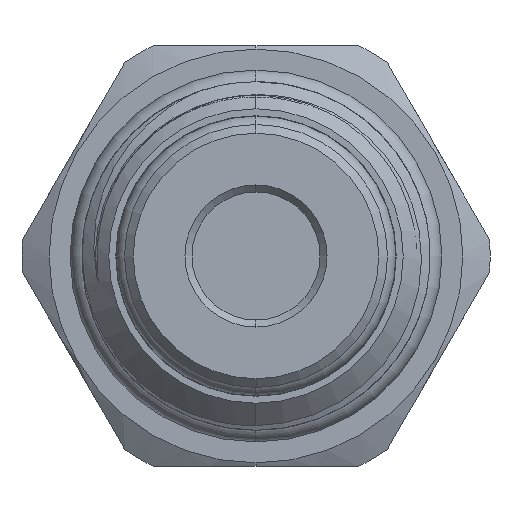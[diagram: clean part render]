
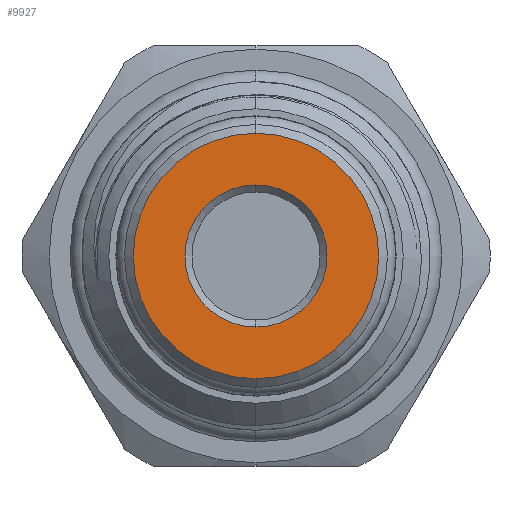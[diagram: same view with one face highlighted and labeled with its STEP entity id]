
A CAD part, left-side view. The second image highlights one B-rep face of the part: STEP entity #9927.
In plain terms, the highlighted planar face has unit normal (-1, 0, 0).
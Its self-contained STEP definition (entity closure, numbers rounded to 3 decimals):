
#264 = DIRECTION ( 'NONE',  ( 1., 0., 0. ) ) ;
#981 = DIRECTION ( 'NONE',  ( 0., 0., -1. ) ) ;
#999 = EDGE_LOOP ( 'NONE', ( #6693, #6345 ) ) ;
#1098 = DIRECTION ( 'NONE',  ( -1., 0., 0. ) ) ;
#1244 = VERTEX_POINT ( 'NONE', #10804 ) ;
#1373 = CIRCLE ( 'NONE', #12108, 7. ) ;
#1395 = ORIENTED_EDGE ( 'NONE', *, *, #3771, .T. ) ;
#1899 = DIRECTION ( 'NONE',  ( 1., 0., 0. ) ) ;
#2389 = CARTESIAN_POINT ( 'NONE',  ( -63.195, 0., 0. ) ) ;
#2476 = CIRCLE ( 'NONE', #11151, 4.05 ) ;
#2703 = CIRCLE ( 'NONE', #5056, 7. ) ;
#3014 = VERTEX_POINT ( 'NONE', #5582 ) ;
#3022 = DIRECTION ( 'NONE',  ( 0., 0., -1. ) ) ;
#3275 = ORIENTED_EDGE ( 'NONE', *, *, #8270, .T. ) ;
#3771 = EDGE_CURVE ( 'NONE', #1244, #5338, #2476, .T. ) ;
#4083 = CARTESIAN_POINT ( 'NONE',  ( -63.195, 0., 0. ) ) ;
#4520 = FACE_OUTER_BOUND ( 'NONE', #999, .T. ) ;
#4739 = DIRECTION ( 'NONE',  ( 0., 0., -1. ) ) ;
#5056 = AXIS2_PLACEMENT_3D ( 'NONE', #7814, #8980, #4739 ) ;
#5168 = CARTESIAN_POINT ( 'NONE',  ( -63.195, -7., 0. ) ) ;
#5338 = VERTEX_POINT ( 'NONE', #9189 ) ;
#5582 = CARTESIAN_POINT ( 'NONE',  ( -63.195, 0., 7. ) ) ;
#6203 = EDGE_LOOP ( 'NONE', ( #1395, #3275 ) ) ;
#6343 = CARTESIAN_POINT ( 'NONE',  ( -63.195, 0., -7. ) ) ;
#6345 = ORIENTED_EDGE ( 'NONE', *, *, #10738, .T. ) ;
#6477 = VERTEX_POINT ( 'NONE', #6343 ) ;
#6693 = ORIENTED_EDGE ( 'NONE', *, *, #12491, .T. ) ;
#7294 = FACE_BOUND ( 'NONE', #6203, .T. ) ;
#7305 = AXIS2_PLACEMENT_3D ( 'NONE', #8073, #1899, #12291 ) ;
#7814 = CARTESIAN_POINT ( 'NONE',  ( -63.195, 0., 0. ) ) ;
#8073 = CARTESIAN_POINT ( 'NONE',  ( -63.195, 0., 0. ) ) ;
#8270 = EDGE_CURVE ( 'NONE', #5338, #1244, #12897, .T. ) ;
#8980 = DIRECTION ( 'NONE',  ( -1., 0., 0. ) ) ;
#9189 = CARTESIAN_POINT ( 'NONE',  ( -63.195, 0., 4.05 ) ) ;
#9598 = AXIS2_PLACEMENT_3D ( 'NONE', #5168, #10252, #981 ) ;
#9638 = DIRECTION ( 'NONE',  ( 0., 0., -1. ) ) ;
#9927 = ADVANCED_FACE ( 'NONE', ( #7294, #4520 ), #12370, .T. ) ;
#10252 = DIRECTION ( 'NONE',  ( -1., 0., 0. ) ) ;
#10738 = EDGE_CURVE ( 'NONE', #6477, #3014, #2703, .T. ) ;
#10804 = CARTESIAN_POINT ( 'NONE',  ( -63.195, 0., -4.05 ) ) ;
#11151 = AXIS2_PLACEMENT_3D ( 'NONE', #2389, #264, #9638 ) ;
#12108 = AXIS2_PLACEMENT_3D ( 'NONE', #4083, #1098, #3022 ) ;
#12291 = DIRECTION ( 'NONE',  ( 0., 0., -1. ) ) ;
#12370 = PLANE ( 'NONE',  #9598 ) ;
#12491 = EDGE_CURVE ( 'NONE', #3014, #6477, #1373, .T. ) ;
#12897 = CIRCLE ( 'NONE', #7305, 4.05 ) ;
